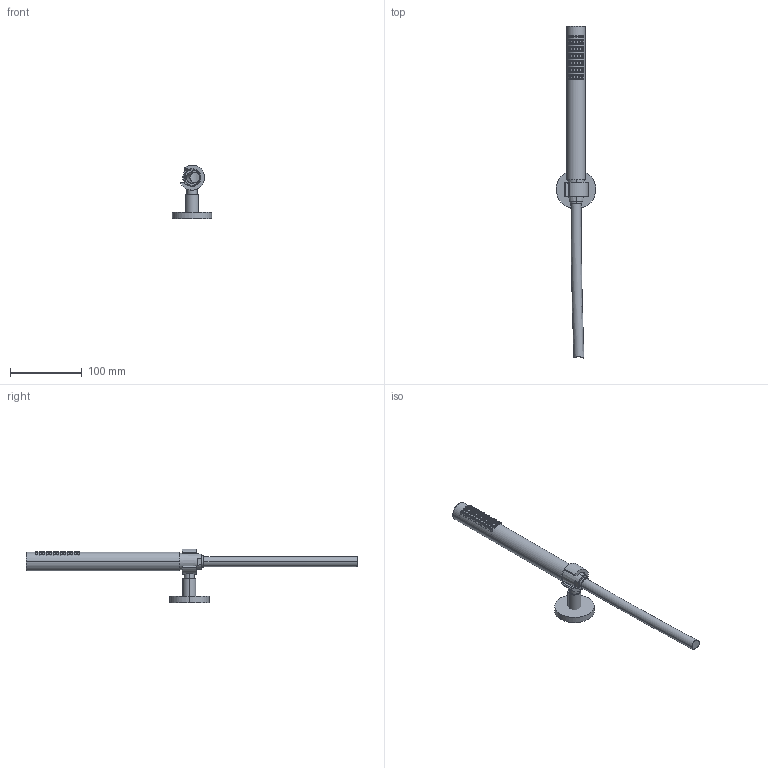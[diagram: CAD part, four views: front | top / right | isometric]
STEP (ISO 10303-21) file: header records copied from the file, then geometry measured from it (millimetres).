
FILE_DESCRIPTION (( 'STEP AP214' ), '1' );
FILE_NAME ('27806625.STEP', '2020-09-28T08:32:40', ( '' ), ( '' ), 'SwSTEP 2.0', 'SolidWorks 2020', '' );
FILE_SCHEMA (( 'AUTOMOTIVE_DESIGN' ));
Length unit declared in the file: millimetre
Products named in the file (9): 27806625; Planungsmodell_Koerper-+-04.12.11.140.10_04_K1; Planungsmodell_Handbrause-+-04.12.11.140.10_01_K1; Planungsmodell_Einsatz-+-04.12.11.140.10_02_K1; Planungsmodell_Einsatz-+-04.12.11.140.10_03_K1; Planungsmodell_Schlauch-+-09.30.02.072-01_ _K3_Anschluesse; Planungsmodell_Rosette_rund-+-36.104.820-01_ _K5_55x9; Planungsmodell_Brausehalter-+-27.804.930-01_ _K1; Planungsmodell_Schlauch-+-09.30.02.072-01_ _K3_Schlauch
Assembly tree (8 placements, depth 4):
  27806625
    Planungsmodell_Rosette_rund-+-36.104.820-01_ _K5_55x9
    Planungsmodell_Brausehalter-+-27.804.930-01_ _K1
    Planungsmodell_Schlauch-+-09.30.02.072-01_ _K3_Anschluesse
    Planungsmodell_Schlauch-+-09.30.02.072-01_ _K3_Schlauch
    Planungsmodell_Handbrause-+-04.12.11.140.10_01_K1
      Planungsmodell_Koerper-+-04.12.11.140.10_04_K1
      Planungsmodell_Einsatz-+-04.12.11.140.10_03_K1
        Planungsmodell_Einsatz-+-04.12.11.140.10_02_K1
Bounding box: 55 x 462.26 x 74.97 mm (x, y, z)
Volume: 205989.3 mm3; surface area: 49950.4 mm2
Topology: 6 solids, 6 shells, 379 faces, 758 edges, 460 vertices
Faces by surface type: cylinder 150, torus 138, plane 88, cone 2, bspline 1
Entity records: 13308 total; most frequent: CARTESIAN_POINT 4983, DIRECTION 1854, ORIENTED_EDGE 1516, AXIS2_PLACEMENT_3D 843, EDGE_CURVE 758, VERTEX_POINT 460, CIRCLE 452, EDGE_LOOP 448
